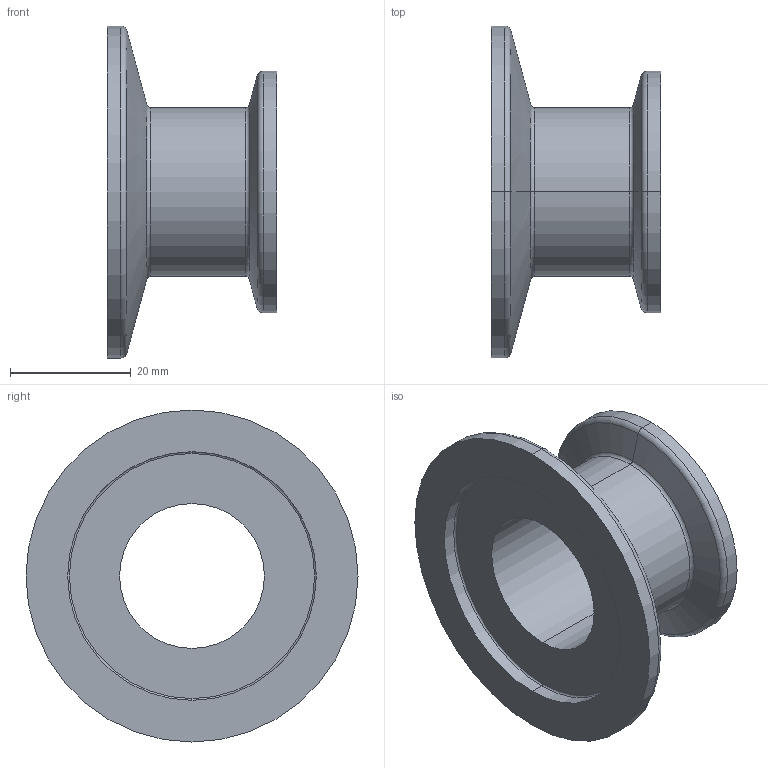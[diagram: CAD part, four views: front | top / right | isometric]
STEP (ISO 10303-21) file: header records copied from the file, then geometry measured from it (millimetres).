
FILE_DESCRIPTION (( 'STEP AP214' ), '1' );
FILE_NAME ('120RRG040-025-28.step', '2017-07-06T09:43:07', ( 'install' ), ( '' ), 'SwSTEP 2.0', 'SolidWorks 2015', '' );
FILE_SCHEMA (( 'AUTOMOTIVE_DESIGN' ));
Length unit declared in the file: millimetre
Products named in the file (1): 120RRG040-025-28
Bounding box: 28 x 55 x 55 mm (x, y, z)
Volume: 12659.1 mm3; surface area: 9728.8 mm2
Topology: 1 solids, 1 shells, 32 faces, 64 edges, 36 vertices
Faces by surface type: cylinder 12, torus 12, cone 4, plane 4
Entity records: 874 total; most frequent: DIRECTION 178, CARTESIAN_POINT 133, ORIENTED_EDGE 128, AXIS2_PLACEMENT_3D 81, EDGE_CURVE 64, CIRCLE 48, VERTEX_POINT 36, EDGE_LOOP 36
